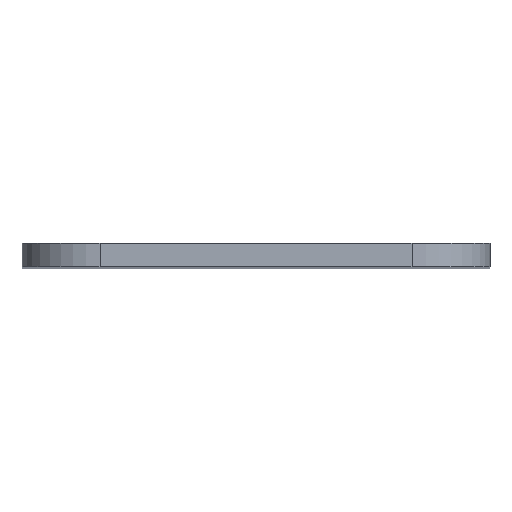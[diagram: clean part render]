
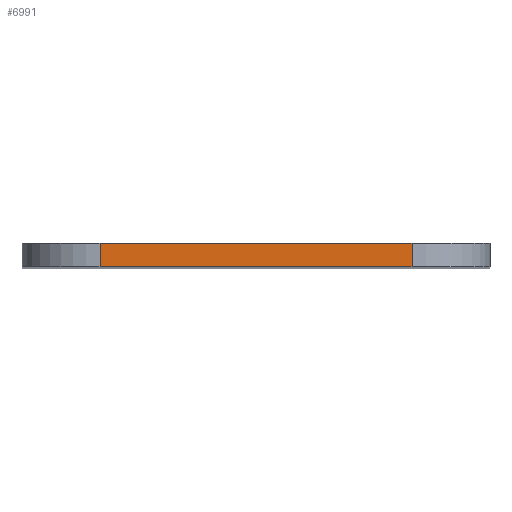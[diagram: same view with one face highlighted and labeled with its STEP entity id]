
A CAD part, top view. The second image highlights one B-rep face of the part: STEP entity #6991.
In plain terms, the highlighted planar face has unit normal (0, 0, 1).
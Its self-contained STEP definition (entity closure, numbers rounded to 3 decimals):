
#42 = EDGE_CURVE ( 'NONE', #2031, #858, #6878, .T. ) ;
#119 = VERTEX_POINT ( 'NONE', #5501 ) ;
#428 = EDGE_LOOP ( 'NONE', ( #4427, #2405, #6440, #6682 ) ) ;
#456 = DIRECTION ( 'NONE',  ( 1., 0., 0. ) ) ;
#545 = CARTESIAN_POINT ( 'NONE',  ( -30., 0., 80. ) ) ;
#613 = CARTESIAN_POINT ( 'NONE',  ( 20., 3., 80. ) ) ;
#659 = DIRECTION ( 'NONE',  ( 0., 1., 0. ) ) ;
#843 = VECTOR ( 'NONE', #6073, 1000. ) ;
#858 = VERTEX_POINT ( 'NONE', #4562 ) ;
#997 = EDGE_CURVE ( 'NONE', #119, #858, #3261, .T. ) ;
#1075 = LINE ( 'NONE', #4705, #843 ) ;
#1165 = LINE ( 'NONE', #545, #2788 ) ;
#1788 = DIRECTION ( 'NONE',  ( -1., 0., 0. ) ) ;
#2031 = VERTEX_POINT ( 'NONE', #5964 ) ;
#2405 = ORIENTED_EDGE ( 'NONE', *, *, #997, .T. ) ;
#2788 = VECTOR ( 'NONE', #456, 1000. ) ;
#3145 = PLANE ( 'NONE',  #6601 ) ;
#3261 = LINE ( 'NONE', #613, #7004 ) ;
#3737 = FACE_OUTER_BOUND ( 'NONE', #428, .T. ) ;
#4427 = ORIENTED_EDGE ( 'NONE', *, *, #7424, .T. ) ;
#4562 = CARTESIAN_POINT ( 'NONE',  ( 20., 3., 80. ) ) ;
#4580 = DIRECTION ( 'NONE',  ( 0., 0., -1. ) ) ;
#4623 = CARTESIAN_POINT ( 'NONE',  ( -30., 3., 80. ) ) ;
#4705 = CARTESIAN_POINT ( 'NONE',  ( -20., 3., 80. ) ) ;
#4879 = DIRECTION ( 'NONE',  ( 1., 0., 0. ) ) ;
#4959 = CARTESIAN_POINT ( 'NONE',  ( -20., 0., 80. ) ) ;
#5501 = CARTESIAN_POINT ( 'NONE',  ( 20., 0., 80. ) ) ;
#5611 = CARTESIAN_POINT ( 'NONE',  ( -30., 3., 80. ) ) ;
#5964 = CARTESIAN_POINT ( 'NONE',  ( -20., 3., 80. ) ) ;
#6073 = DIRECTION ( 'NONE',  ( 0., -1., 0. ) ) ;
#6151 = EDGE_CURVE ( 'NONE', #2031, #9039, #1075, .T. ) ;
#6440 = ORIENTED_EDGE ( 'NONE', *, *, #42, .F. ) ;
#6601 = AXIS2_PLACEMENT_3D ( 'NONE', #4623, #4580, #1788 ) ;
#6682 = ORIENTED_EDGE ( 'NONE', *, *, #6151, .T. ) ;
#6878 = LINE ( 'NONE', #5611, #7133 ) ;
#6991 = ADVANCED_FACE ( 'NONE', ( #3737 ), #3145, .F. ) ;
#7004 = VECTOR ( 'NONE', #659, 1000. ) ;
#7133 = VECTOR ( 'NONE', #4879, 1000. ) ;
#7424 = EDGE_CURVE ( 'NONE', #9039, #119, #1165, .T. ) ;
#9039 = VERTEX_POINT ( 'NONE', #4959 ) ;
